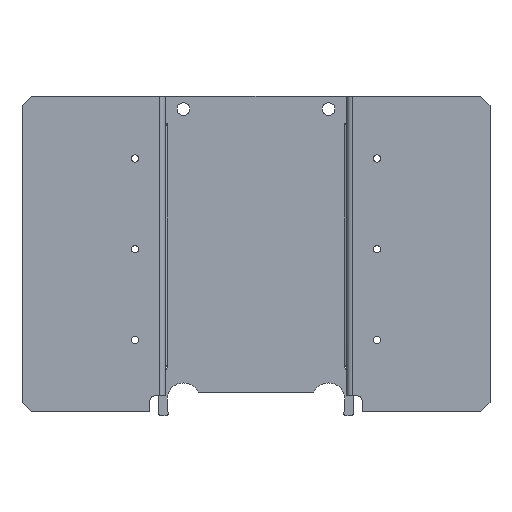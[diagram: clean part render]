
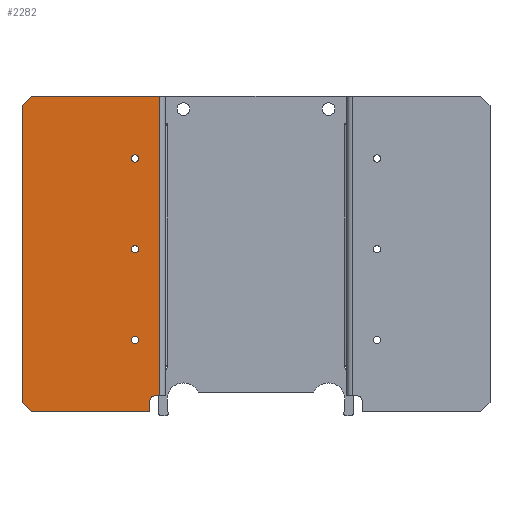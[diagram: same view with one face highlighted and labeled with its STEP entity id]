
A CAD part, left-side view. The second image highlights one B-rep face of the part: STEP entity #2282.
In plain terms, the highlighted planar face has unit normal (-1, 0, 0).
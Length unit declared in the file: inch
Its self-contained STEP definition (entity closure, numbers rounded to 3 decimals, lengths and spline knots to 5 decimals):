
#5 = AXIS2_PLACEMENT_3D ( 'NONE', #1864, #2684, #854 ) ;
#53 = DIRECTION ( 'NONE',  ( 0., 0., 1. ) ) ;
#69 = VECTOR ( 'NONE', #188, 39.37008 ) ;
#114 = EDGE_LOOP ( 'NONE', ( #1176, #2723 ) ) ;
#118 = VERTEX_POINT ( 'NONE', #338 ) ;
#138 = DIRECTION ( 'NONE',  ( -1., 0., 0. ) ) ;
#147 = DIRECTION ( 'NONE',  ( -1., 0., 0. ) ) ;
#176 = CARTESIAN_POINT ( 'NONE',  ( -0.90551, 0.33465, -1.77165 ) ) ;
#181 = CARTESIAN_POINT ( 'NONE',  ( -0.90551, 0.11811, 0.35433 ) ) ;
#186 = CARTESIAN_POINT ( 'NONE',  ( -0.90551, 0.65945, 1.48622 ) ) ;
#188 = DIRECTION ( 'NONE',  ( 0., 0., 1. ) ) ;
#195 = CARTESIAN_POINT ( 'NONE',  ( -0.90551, 0.33465, 0.35433 ) ) ;
#250 = CARTESIAN_POINT ( 'NONE',  ( -0.90551, 1.45669, 8.30709 ) ) ;
#268 = EDGE_CURVE ( 'NONE', #408, #2614, #3249, .T. ) ;
#299 = CIRCLE ( 'NONE', #3124, 0.07874 ) ;
#337 = VERTEX_POINT ( 'NONE', #181 ) ;
#338 = CARTESIAN_POINT ( 'NONE',  ( -0.90551, 0.33465, 0. ) ) ;
#369 = CARTESIAN_POINT ( 'NONE',  ( -0.90551, 0.11811, 6.85039 ) ) ;
#389 = CARTESIAN_POINT ( 'NONE',  ( -0.90551, 0., 6.85039 ) ) ;
#402 = ORIENTED_EDGE ( 'NONE', *, *, #1522, .T. ) ;
#408 = VERTEX_POINT ( 'NONE', #186 ) ;
#460 = DIRECTION ( 'NONE',  ( 0., -1., 0. ) ) ;
#472 = VECTOR ( 'NONE', #578, 39.37008 ) ;
#578 = DIRECTION ( 'NONE',  ( 0., 0., -1. ) ) ;
#627 = CARTESIAN_POINT ( 'NONE',  ( -0.90551, 3.11024, 0.19685 ) ) ;
#720 = VECTOR ( 'NONE', #2408, 39.37008 ) ;
#756 = LINE ( 'NONE', #2976, #1648 ) ;
#810 = CARTESIAN_POINT ( 'NONE',  ( -0.90551, 0.33465, 0.23622 ) ) ;
#842 = CARTESIAN_POINT ( 'NONE',  ( -0.90551, 3.11024, 6.85039 ) ) ;
#854 = DIRECTION ( 'NONE',  ( 0., -1., 0. ) ) ;
#882 = DIRECTION ( 'NONE',  ( 0., 1., 0. ) ) ;
#897 = EDGE_CURVE ( 'NONE', #2767, #1868, #1039, .T. ) ;
#933 = LINE ( 'NONE', #2898, #1380 ) ;
#941 = VERTEX_POINT ( 'NONE', #1042 ) ;
#974 = ORIENTED_EDGE ( 'NONE', *, *, #2395, .T. ) ;
#989 = DIRECTION ( 'NONE',  ( 0., 0.707, -0.707 ) ) ;
#995 = LINE ( 'NONE', #1358, #1500 ) ;
#1017 = VERTEX_POINT ( 'NONE', #810 ) ;
#1021 = VERTEX_POINT ( 'NONE', #2626 ) ;
#1027 = EDGE_CURVE ( 'NONE', #2614, #408, #1612, .T. ) ;
#1030 = EDGE_CURVE ( 'NONE', #1017, #1021, #3245, .T. ) ;
#1039 = LINE ( 'NONE', #250, #1770 ) ;
#1042 = CARTESIAN_POINT ( 'NONE',  ( -0.90551, 0.65945, 3.6122 ) ) ;
#1069 = EDGE_CURVE ( 'NONE', #941, #1950, #2711, .T. ) ;
#1074 = VERTEX_POINT ( 'NONE', #2133 ) ;
#1143 = EDGE_CURVE ( 'NONE', #1868, #2321, #1687, .T. ) ;
#1176 = ORIENTED_EDGE ( 'NONE', *, *, #1027, .F. ) ;
#1183 = CARTESIAN_POINT ( 'NONE',  ( -0.90551, 0.65945, 1.56496 ) ) ;
#1266 = AXIS2_PLACEMENT_3D ( 'NONE', #1806, #2847, #2597 ) ;
#1271 = AXIS2_PLACEMENT_3D ( 'NONE', #2427, #2951, #1403 ) ;
#1279 = LINE ( 'NONE', #176, #69 ) ;
#1281 = CARTESIAN_POINT ( 'NONE',  ( -0.90551, 0.65945, 1.56496 ) ) ;
#1295 = EDGE_CURVE ( 'NONE', #1074, #2055, #2086, .T. ) ;
#1304 = ORIENTED_EDGE ( 'NONE', *, *, #1724, .T. ) ;
#1358 = CARTESIAN_POINT ( 'NONE',  ( -0.90551, 4.88189, 1.9685 ) ) ;
#1361 = CARTESIAN_POINT ( 'NONE',  ( -0.90551, 2.91339, 0. ) ) ;
#1380 = VECTOR ( 'NONE', #1590, 39.37008 ) ;
#1403 = DIRECTION ( 'NONE',  ( 0., 0., 1. ) ) ;
#1407 = CARTESIAN_POINT ( 'NONE',  ( -0.90551, 0., 6.85039 ) ) ;
#1475 = DIRECTION ( 'NONE',  ( 0., 0., 1. ) ) ;
#1487 = ORIENTED_EDGE ( 'NONE', *, *, #1497, .T. ) ;
#1497 = EDGE_CURVE ( 'NONE', #2516, #2767, #2164, .T. ) ;
#1500 = VECTOR ( 'NONE', #3006, 39.37008 ) ;
#1516 = ORIENTED_EDGE ( 'NONE', *, *, #1030, .T. ) ;
#1522 = EDGE_CURVE ( 'NONE', #2321, #3094, #995, .T. ) ;
#1538 = VECTOR ( 'NONE', #460, 39.37008 ) ;
#1540 = EDGE_CURVE ( 'NONE', #1950, #941, #299, .T. ) ;
#1548 = CARTESIAN_POINT ( 'NONE',  ( -0.90551, 0.65945, 1.6437 ) ) ;
#1558 = DIRECTION ( 'NONE',  ( 0., 0., 1. ) ) ;
#1590 = DIRECTION ( 'NONE',  ( 0., 0., 1. ) ) ;
#1612 = CIRCLE ( 'NONE', #2130, 0.07874 ) ;
#1617 = CARTESIAN_POINT ( 'NONE',  ( -0.90551, 0.65945, 3.45472 ) ) ;
#1628 = DIRECTION ( 'NONE',  ( -1., 0., 0. ) ) ;
#1648 = VECTOR ( 'NONE', #882, 39.37008 ) ;
#1677 = DIRECTION ( 'NONE',  ( -1., 0., 0. ) ) ;
#1683 = FACE_BOUND ( 'NONE', #3268, .T. ) ;
#1687 = LINE ( 'NONE', #842, #472 ) ;
#1724 = EDGE_CURVE ( 'NONE', #1021, #337, #2911, .T. ) ;
#1770 = VECTOR ( 'NONE', #989, 39.37008 ) ;
#1806 = CARTESIAN_POINT ( 'NONE',  ( -0.90551, 0.65945, 5.50197 ) ) ;
#1816 = AXIS2_PLACEMENT_3D ( 'NONE', #1183, #1677, #2200 ) ;
#1864 = CARTESIAN_POINT ( 'NONE',  ( -0.90551, 0.21654, 0.23622 ) ) ;
#1868 = VERTEX_POINT ( 'NONE', #2035 ) ;
#1875 = ORIENTED_EDGE ( 'NONE', *, *, #897, .T. ) ;
#1876 = CARTESIAN_POINT ( 'NONE',  ( -0.90551, 0.65945, 3.53346 ) ) ;
#1877 = EDGE_CURVE ( 'NONE', #2055, #1074, #1970, .T. ) ;
#1885 = CARTESIAN_POINT ( 'NONE',  ( -0.90551, 0.65945, 5.58071 ) ) ;
#1902 = EDGE_LOOP ( 'NONE', ( #2187, #2993 ) ) ;
#1917 = ORIENTED_EDGE ( 'NONE', *, *, #2258, .F. ) ;
#1950 = VERTEX_POINT ( 'NONE', #1617 ) ;
#1970 = CIRCLE ( 'NONE', #1266, 0.07874 ) ;
#2035 = CARTESIAN_POINT ( 'NONE',  ( -0.90551, 3.11024, 6.65354 ) ) ;
#2044 = AXIS2_PLACEMENT_3D ( 'NONE', #389, #138, #2155 ) ;
#2055 = VERTEX_POINT ( 'NONE', #1885 ) ;
#2086 = CIRCLE ( 'NONE', #1271, 0.07874 ) ;
#2121 = FACE_OUTER_BOUND ( 'NONE', #2437, .T. ) ;
#2130 = AXIS2_PLACEMENT_3D ( 'NONE', #1281, #3109, #1558 ) ;
#2133 = CARTESIAN_POINT ( 'NONE',  ( -0.90551, 0.65945, 5.42323 ) ) ;
#2155 = DIRECTION ( 'NONE',  ( 0., -1., 0. ) ) ;
#2164 = LINE ( 'NONE', #1407, #720 ) ;
#2187 = ORIENTED_EDGE ( 'NONE', *, *, #1877, .F. ) ;
#2200 = DIRECTION ( 'NONE',  ( 0., 0., 1. ) ) ;
#2209 = FACE_BOUND ( 'NONE', #1902, .T. ) ;
#2231 = ORIENTED_EDGE ( 'NONE', *, *, #2694, .T. ) ;
#2258 = EDGE_CURVE ( 'NONE', #118, #3094, #756, .T. ) ;
#2282 = ADVANCED_FACE ( 'NONE', ( #2787, #1683, #2209, #2121 ), #2981, .T. ) ;
#2321 = VERTEX_POINT ( 'NONE', #627 ) ;
#2395 = EDGE_CURVE ( 'NONE', #118, #1017, #1279, .T. ) ;
#2408 = DIRECTION ( 'NONE',  ( 0., 1., 0. ) ) ;
#2427 = CARTESIAN_POINT ( 'NONE',  ( -0.90551, 0.65945, 5.50197 ) ) ;
#2437 = EDGE_LOOP ( 'NONE', ( #974, #1516, #1304, #2231, #1487, #1875, #3262, #402, #1917 ) ) ;
#2495 = CARTESIAN_POINT ( 'NONE',  ( -0.90551, 0.65945, 3.53346 ) ) ;
#2516 = VERTEX_POINT ( 'NONE', #369 ) ;
#2553 = ORIENTED_EDGE ( 'NONE', *, *, #1540, .F. ) ;
#2597 = DIRECTION ( 'NONE',  ( 0., 0., 1. ) ) ;
#2614 = VERTEX_POINT ( 'NONE', #1548 ) ;
#2626 = CARTESIAN_POINT ( 'NONE',  ( -0.90551, 0.21654, 0.35433 ) ) ;
#2684 = DIRECTION ( 'NONE',  ( 1., 0., 0. ) ) ;
#2694 = EDGE_CURVE ( 'NONE', #337, #2516, #933, .T. ) ;
#2711 = CIRCLE ( 'NONE', #3270, 0.07874 ) ;
#2723 = ORIENTED_EDGE ( 'NONE', *, *, #268, .F. ) ;
#2767 = VERTEX_POINT ( 'NONE', #3230 ) ;
#2787 = FACE_BOUND ( 'NONE', #114, .T. ) ;
#2847 = DIRECTION ( 'NONE',  ( -1., 0., 0. ) ) ;
#2898 = CARTESIAN_POINT ( 'NONE',  ( -0.90551, 0.11811, 6.85039 ) ) ;
#2911 = LINE ( 'NONE', #195, #1538 ) ;
#2923 = ORIENTED_EDGE ( 'NONE', *, *, #1069, .F. ) ;
#2951 = DIRECTION ( 'NONE',  ( -1., 0., 0. ) ) ;
#2976 = CARTESIAN_POINT ( 'NONE',  ( -0.90551, 0., 0. ) ) ;
#2981 = PLANE ( 'NONE',  #2044 ) ;
#2993 = ORIENTED_EDGE ( 'NONE', *, *, #1295, .F. ) ;
#3006 = DIRECTION ( 'NONE',  ( 0., -0.707, -0.707 ) ) ;
#3094 = VERTEX_POINT ( 'NONE', #1361 ) ;
#3109 = DIRECTION ( 'NONE',  ( -1., 0., 0. ) ) ;
#3124 = AXIS2_PLACEMENT_3D ( 'NONE', #2495, #147, #1475 ) ;
#3230 = CARTESIAN_POINT ( 'NONE',  ( -0.90551, 2.91339, 6.85039 ) ) ;
#3245 = CIRCLE ( 'NONE', #5, 0.11811 ) ;
#3249 = CIRCLE ( 'NONE', #1816, 0.07874 ) ;
#3262 = ORIENTED_EDGE ( 'NONE', *, *, #1143, .T. ) ;
#3268 = EDGE_LOOP ( 'NONE', ( #2923, #2553 ) ) ;
#3270 = AXIS2_PLACEMENT_3D ( 'NONE', #1876, #1628, #53 ) ;
